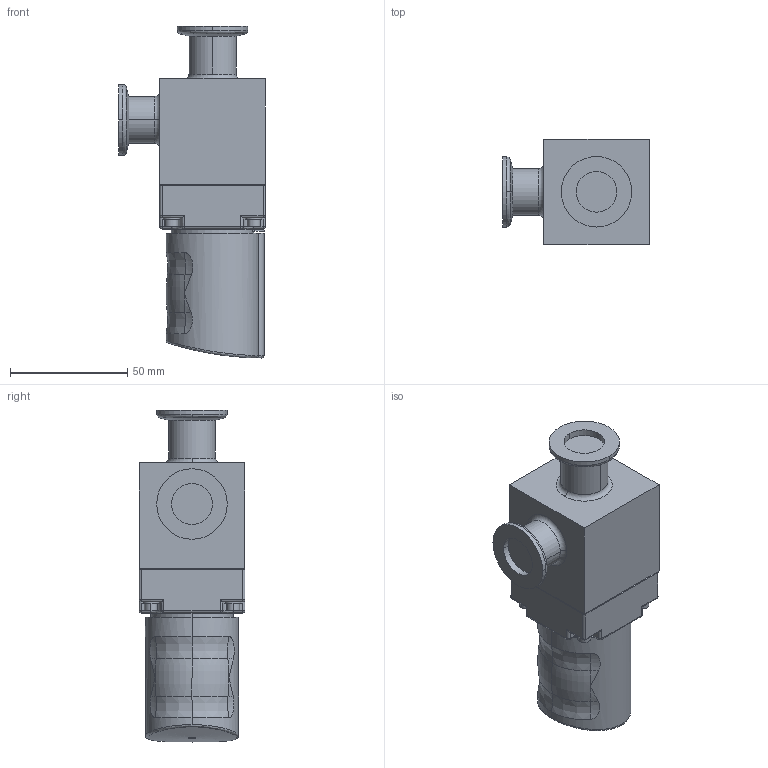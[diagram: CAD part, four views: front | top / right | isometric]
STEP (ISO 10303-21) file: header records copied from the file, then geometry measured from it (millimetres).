
FILE_DESCRIPTION (( 'STEP AP214' ), '1' );
FILE_NAME ('PFA31033.step', '2017-07-10T10:11:59', ( 'install' ), ( '' ), 'SwSTEP 2.0', 'SolidWorks 2015', '' );
FILE_SCHEMA (( 'AUTOMOTIVE_DESIGN' ));
Length unit declared in the file: millimetre
Products named in the file (1): PFA31033
Bounding box: 62.5 x 45 x 141.3 mm (x, y, z)
Volume: 206591.2 mm3; surface area: 27218.4 mm2
Topology: 1 solids, 1 shells, 193 faces, 452 edges, 268 vertices
Faces by surface type: cylinder 73, plane 72, bspline 26, torus 14, cone 8
Entity records: 9483 total; most frequent: CARTESIAN_POINT 3021, DIRECTION 923, ORIENTED_EDGE 880, EDGE_CURVE 440, AXIS2_PLACEMENT_3D 347, VERTEX_POINT 268, VECTOR 229, LINE 229
